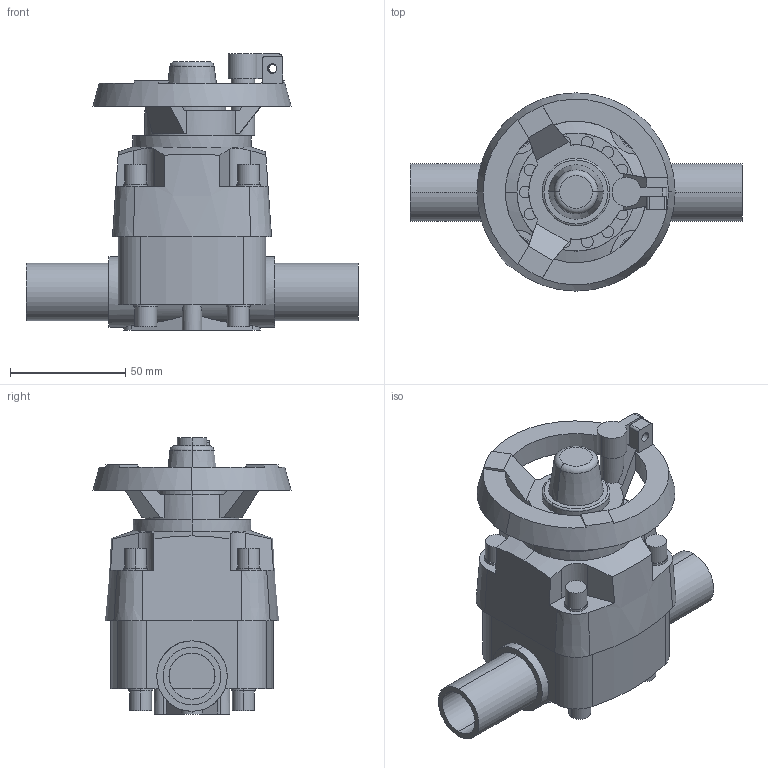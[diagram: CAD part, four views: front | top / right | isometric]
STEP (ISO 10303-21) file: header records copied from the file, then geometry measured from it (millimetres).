
FILE_DESCRIPTION(('STEP AP214'),'1');
FILE_NAME('cctmp_4D195286-3CC1-4B82-99ED-FCBDC8FD5A06_2021_10_26_11_26_01_0833..stp','2021-10-26T09:26:02',('Praher Valves GmbH'),('CADClick - www.CADClick.com'),'Spatial InterOp 3D',' ','unknown authorization');
FILE_SCHEMA(('AUTOMOTIVE_DESIGN'));
Length unit declared in the file: millimetre
Products named in the file (1): 122799
Bounding box: 144 x 86 x 119.8 mm (x, y, z)
Volume: 373825.1 mm3; surface area: 60703.8 mm2
Topology: 1 solids, 2 shells, 268 faces, 685 edges, 442 vertices
Faces by surface type: plane 130, cylinder 122, cone 12, torus 4
Entity records: 10630 total; most frequent: CARTESIAN_POINT 1710, DIRECTION 1538, ORIENTED_EDGE 1370, EDGE_CURVE 685, AXIS2_PLACEMENT_3D 624, VERTEX_POINT 442, CIRCLE 339, EDGE_LOOP 299
